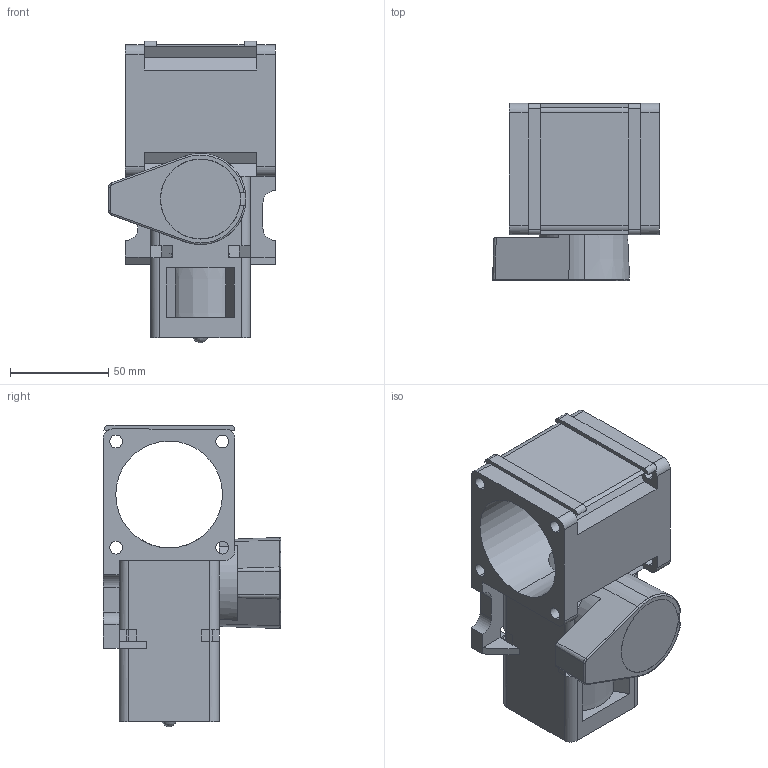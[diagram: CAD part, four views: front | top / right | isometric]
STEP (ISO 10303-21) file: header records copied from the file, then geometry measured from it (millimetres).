
FILE_DESCRIPTION (( 'STEP AP203' ), '1' );
FILE_NAME ('SF-1002-BR-H.step', '2024-08-21T11:19:45', ( '' ), ( '' ), 'SwSTEP 2.0', 'SolidWorks 2023', '' );
FILE_SCHEMA (( 'CONFIG_CONTROL_DESIGN' ));
Length unit declared in the file: inch
Products named in the file (1): SF-1002-BR-H
Bounding box: 84.78 x 90.09 x 153.34 mm (x, y, z)
Volume: 313882.6 mm3; surface area: 112225.8 mm2
Topology: 5 solids, 7 shells, 410 faces, 1223 edges, 802 vertices
Faces by surface type: cylinder 205, plane 173, bspline 21, cone 11
Entity records: 14847 total; most frequent: CARTESIAN_POINT 3401, ORIENTED_EDGE 2434, DIRECTION 2406, EDGE_CURVE 1217, AXIS2_PLACEMENT_3D 883, VERTEX_POINT 802, LINE 640, VECTOR 640
